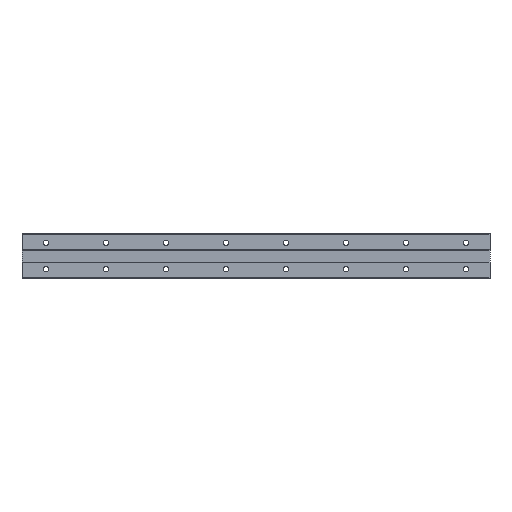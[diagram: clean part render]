
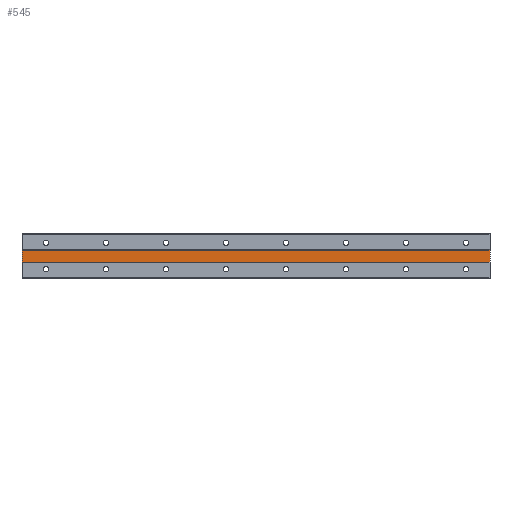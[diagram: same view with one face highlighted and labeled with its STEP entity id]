
A CAD part, front view. The second image highlights one B-rep face of the part: STEP entity #545.
In plain terms, the highlighted planar face has unit normal (0, -1, 0).
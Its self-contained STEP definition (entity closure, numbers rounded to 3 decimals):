
#4 = DIRECTION ( 'NONE',  ( 0., 0., -1. ) ) ;
#102 = FACE_OUTER_BOUND ( 'NONE', #483, .T. ) ;
#109 = LINE ( 'NONE', #2356, #1800 ) ;
#370 = DIRECTION ( 'NONE',  ( -1., 0., 0. ) ) ;
#463 = VECTOR ( 'NONE', #370, 1000. ) ;
#483 = EDGE_LOOP ( 'NONE', ( #1843, #3539, #1601, #3494 ) ) ;
#526 = CARTESIAN_POINT ( 'NONE',  ( 370., 0.5, -5. ) ) ;
#545 = ADVANCED_FACE ( 'NONE', ( #102 ), #3198, .F. ) ;
#755 = EDGE_CURVE ( 'NONE', #1245, #790, #3475, .T. ) ;
#772 = CARTESIAN_POINT ( 'NONE',  ( 370., 0.5, 18.34 ) ) ;
#790 = VERTEX_POINT ( 'NONE', #2374 ) ;
#865 = VECTOR ( 'NONE', #3013, 1000. ) ;
#1154 = EDGE_CURVE ( 'NONE', #2144, #3550, #109, .T. ) ;
#1232 = DIRECTION ( 'NONE',  ( 0., 1., 0. ) ) ;
#1245 = VERTEX_POINT ( 'NONE', #526 ) ;
#1252 = CARTESIAN_POINT ( 'NONE',  ( 370., 0.5, 5. ) ) ;
#1601 = ORIENTED_EDGE ( 'NONE', *, *, #1154, .T. ) ;
#1660 = CARTESIAN_POINT ( 'NONE',  ( -20., 0.5, 5. ) ) ;
#1704 = VECTOR ( 'NONE', #4, 1000. ) ;
#1800 = VECTOR ( 'NONE', #3471, 1000. ) ;
#1814 = CARTESIAN_POINT ( 'NONE',  ( 370., 0.5, 5. ) ) ;
#1843 = ORIENTED_EDGE ( 'NONE', *, *, #755, .F. ) ;
#1856 = EDGE_CURVE ( 'NONE', #2144, #1245, #2193, .T. ) ;
#1966 = CARTESIAN_POINT ( 'NONE',  ( -20., 0.5, 18.34 ) ) ;
#2086 = CARTESIAN_POINT ( 'NONE',  ( 370., 0.5, -5. ) ) ;
#2144 = VERTEX_POINT ( 'NONE', #1252 ) ;
#2193 = LINE ( 'NONE', #772, #865 ) ;
#2351 = DIRECTION ( 'NONE',  ( 0., 0., 1. ) ) ;
#2356 = CARTESIAN_POINT ( 'NONE',  ( 370., 0.5, 5. ) ) ;
#2374 = CARTESIAN_POINT ( 'NONE',  ( -20., 0.5, -5. ) ) ;
#2466 = AXIS2_PLACEMENT_3D ( 'NONE', #1814, #1232, #2351 ) ;
#2517 = LINE ( 'NONE', #1966, #1704 ) ;
#2527 = EDGE_CURVE ( 'NONE', #3550, #790, #2517, .T. ) ;
#3013 = DIRECTION ( 'NONE',  ( 0., 0., -1. ) ) ;
#3198 = PLANE ( 'NONE',  #2466 ) ;
#3471 = DIRECTION ( 'NONE',  ( -1., 0., 0. ) ) ;
#3475 = LINE ( 'NONE', #2086, #463 ) ;
#3494 = ORIENTED_EDGE ( 'NONE', *, *, #2527, .T. ) ;
#3539 = ORIENTED_EDGE ( 'NONE', *, *, #1856, .F. ) ;
#3550 = VERTEX_POINT ( 'NONE', #1660 ) ;
